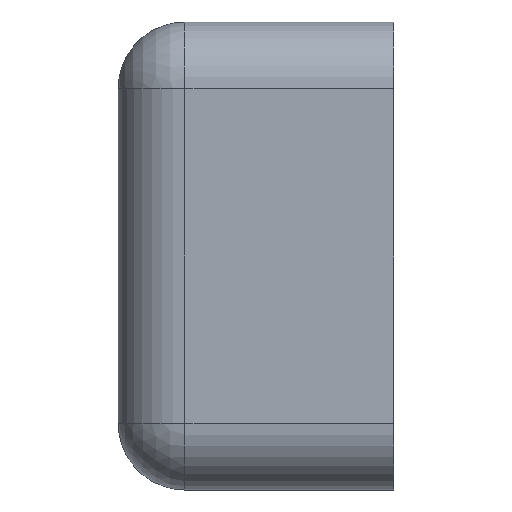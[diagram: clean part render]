
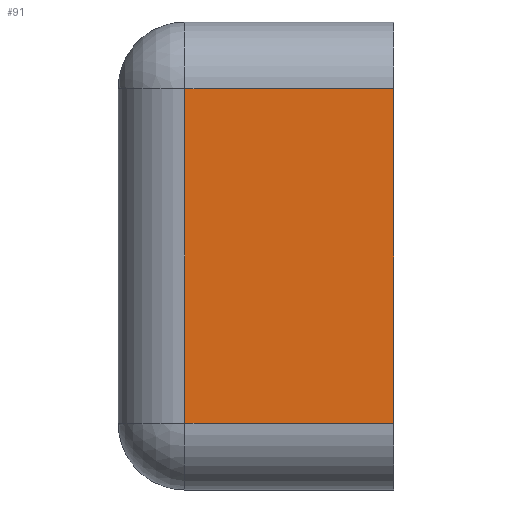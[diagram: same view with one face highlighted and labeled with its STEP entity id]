
A CAD part, left-side view. The second image highlights one B-rep face of the part: STEP entity #91.
In plain terms, the highlighted planar face has unit normal (-1, 0, 0).
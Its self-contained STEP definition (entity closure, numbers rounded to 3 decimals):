
#6 = EDGE_CURVE ( 'NONE', #304, #598, #1143, .T. ) ;
#21 = CARTESIAN_POINT ( 'NONE',  ( -33., 0., 14. ) ) ;
#26 = EDGE_CURVE ( 'NONE', #96, #304, #1534, .T. ) ;
#33 = VECTOR ( 'NONE', #1430, 1000. ) ;
#91 = ADVANCED_FACE ( 'NONE', ( #1053 ), #206, .F. ) ;
#96 = VERTEX_POINT ( 'NONE', #181 ) ;
#102 = CARTESIAN_POINT ( 'NONE',  ( -33., 12.5, -14. ) ) ;
#136 = CARTESIAN_POINT ( 'NONE',  ( -33., 5., 10. ) ) ;
#181 = CARTESIAN_POINT ( 'NONE',  ( -33., 12.5, -10. ) ) ;
#198 = CARTESIAN_POINT ( 'NONE',  ( -33., 5., 14. ) ) ;
#206 = PLANE ( 'NONE',  #1274 ) ;
#213 = CARTESIAN_POINT ( 'NONE',  ( -33., 0., 10. ) ) ;
#240 = VECTOR ( 'NONE', #517, 1000. ) ;
#304 = VERTEX_POINT ( 'NONE', #986 ) ;
#368 = LINE ( 'NONE', #136, #1342 ) ;
#397 = VECTOR ( 'NONE', #846, 1000. ) ;
#421 = ORIENTED_EDGE ( 'NONE', *, *, #6, .T. ) ;
#451 = CARTESIAN_POINT ( 'NONE',  ( -33., 5., -10. ) ) ;
#463 = DIRECTION ( 'NONE',  ( 0., 0., -1. ) ) ;
#517 = DIRECTION ( 'NONE',  ( 0., 0., 1. ) ) ;
#598 = VERTEX_POINT ( 'NONE', #213 ) ;
#627 = EDGE_LOOP ( 'NONE', ( #1120, #1602, #421, #1280 ) ) ;
#710 = LINE ( 'NONE', #102, #397 ) ;
#846 = DIRECTION ( 'NONE',  ( 0., 0., -1. ) ) ;
#858 = DIRECTION ( 'NONE',  ( 0., 1., 0. ) ) ;
#864 = VERTEX_POINT ( 'NONE', #917 ) ;
#917 = CARTESIAN_POINT ( 'NONE',  ( -33., 12.5, 10. ) ) ;
#986 = CARTESIAN_POINT ( 'NONE',  ( -33., 0., -10. ) ) ;
#1053 = FACE_OUTER_BOUND ( 'NONE', #627, .T. ) ;
#1120 = ORIENTED_EDGE ( 'NONE', *, *, #1338, .T. ) ;
#1143 = LINE ( 'NONE', #21, #240 ) ;
#1154 = EDGE_CURVE ( 'NONE', #598, #864, #368, .T. ) ;
#1194 = DIRECTION ( 'NONE',  ( 1., 0., 0. ) ) ;
#1274 = AXIS2_PLACEMENT_3D ( 'NONE', #198, #1194, #463 ) ;
#1280 = ORIENTED_EDGE ( 'NONE', *, *, #1154, .T. ) ;
#1338 = EDGE_CURVE ( 'NONE', #864, #96, #710, .T. ) ;
#1342 = VECTOR ( 'NONE', #858, 1000. ) ;
#1430 = DIRECTION ( 'NONE',  ( 0., -1., 0. ) ) ;
#1534 = LINE ( 'NONE', #451, #33 ) ;
#1602 = ORIENTED_EDGE ( 'NONE', *, *, #26, .T. ) ;
